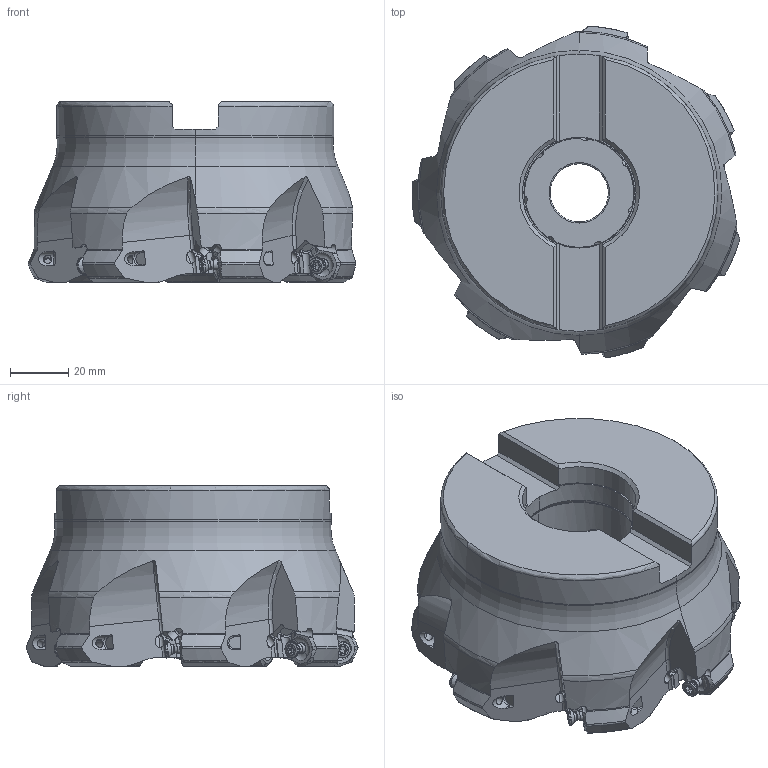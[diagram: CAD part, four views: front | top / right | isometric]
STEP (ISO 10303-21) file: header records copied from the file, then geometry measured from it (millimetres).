
FILE_DESCRIPTION(/* description */ (''),/* implementation_level */ '2;1');
FILE_NAME(/* name */ 'AHX475SUR0407EA.stp',/* time_stamp */ '2017-10-10T15:50:49+09:00',/* author */ (''),/* organization */ (''),/* preprocessor_version */ 'ST-DEVELOPER v16',/* originating_system */ 'SIEMENS PLM Software NX 10.0',/* authorisation */ '');
FILE_SCHEMA (('AUTOMOTIVE_DESIGN { 1 0 10303 214 3 1 1 1 }'));
Length unit declared in the file: millimetre
Products named in the file (1): AHX475SUR0407EA_ASM
Bounding box: 112.8 x 114.22 x 62.18 mm (x, y, z)
Volume: 402922.4 mm3; surface area: 48906.2 mm2
Topology: 8 solids, 8 shells, 967 faces, 2762 edges, 1798 vertices
Faces by surface type: cylinder 383, torus 210, plane 196, cone 94, extrusion 42, bspline 28, sphere 14
Entity records: 39824 total; most frequent: CARTESIAN_POINT 14846, ORIENTED_EDGE 5496, DIRECTION 5069, EDGE_CURVE 2748, AXIS2_PLACEMENT_3D 2132, VERTEX_POINT 1798, EDGE_LOOP 998, CIRCLE 989
